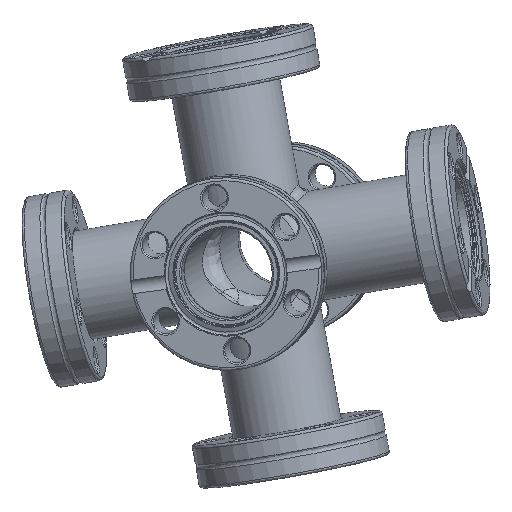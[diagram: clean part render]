
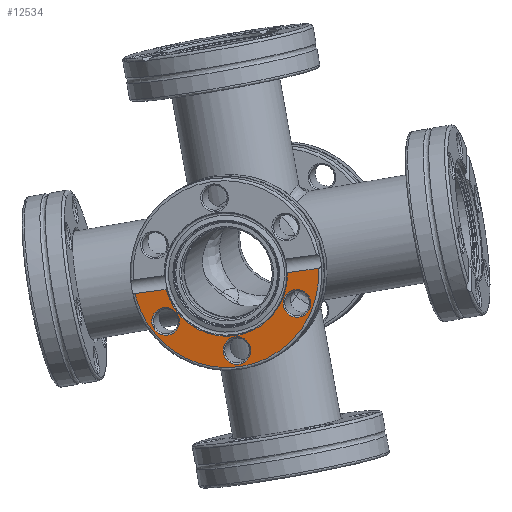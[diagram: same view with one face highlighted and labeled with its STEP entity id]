
A CAD part, top view. The second image highlights one B-rep face of the part: STEP entity #12534.
In plain terms, the highlighted face is planar.
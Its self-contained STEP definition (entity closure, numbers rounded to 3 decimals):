
#46 = EDGE_CURVE ( 'NONE', #4035, #9849, #10294, .T. ) ;
#262 = EDGE_LOOP ( 'NONE', ( #12079 ) ) ;
#477 = VERTEX_POINT ( 'NONE', #13627 ) ;
#621 = CARTESIAN_POINT ( 'NONE',  ( -16.306, 0., -1.2 ) ) ;
#1111 = CARTESIAN_POINT ( 'NONE',  ( 11.678, 0., -6.743 ) ) ;
#1141 = CARTESIAN_POINT ( 'NONE',  ( 0., 0., 0. ) ) ;
#1342 = DIRECTION ( 'NONE',  ( 0., 1., 0. ) ) ;
#1843 =( BOUNDED_CURVE ( )  B_SPLINE_CURVE ( 3, ( #7032, #3759, #10264, #621 ),
 .UNSPECIFIED., .F., .F. ) 
 B_SPLINE_CURVE_WITH_KNOTS ( ( 4, 4 ),
 ( 0., 1. ),
 .UNSPECIFIED. ) 
 CURVE ( )  GEOMETRIC_REPRESENTATION_ITEM ( )  RATIONAL_B_SPLINE_CURVE ( ( 1., 0.382, 0.382, 1. ) ) 
 REPRESENTATION_ITEM ( '' )  );
#1953 = EDGE_LOOP ( 'NONE', ( #5542 ) ) ;
#2128 = DIRECTION ( 'NONE',  ( 1., 0., 0. ) ) ;
#2191 = CARTESIAN_POINT ( 'NONE',  ( -10.793, 0., -1.2 ) ) ;
#2216 = CARTESIAN_POINT ( 'NONE',  ( 0., 0., -1.2 ) ) ;
#2231 = DIRECTION ( 'NONE',  ( 0., 0., -1. ) ) ;
#2464 = AXIS2_PLACEMENT_3D ( 'NONE', #5208, #3126, #9624 ) ;
#3126 = DIRECTION ( 'NONE',  ( 0., 1., 0. ) ) ;
#3628 = DIRECTION ( 'NONE',  ( 0., 0., -1. ) ) ;
#3661 = CARTESIAN_POINT ( 'NONE',  ( 0., 0., -15.92 ) ) ;
#3759 = CARTESIAN_POINT ( 'NONE',  ( 14.219, 0., -29.561 ) ) ;
#4000 = CIRCLE ( 'NONE', #2464, 2.435 ) ;
#4035 = VERTEX_POINT ( 'NONE', #10952 ) ;
#4727 = EDGE_LOOP ( 'NONE', ( #6164, #7348, #13708, #5624 ) ) ;
#5086 = FACE_OUTER_BOUND ( 'NONE', #4727, .T. ) ;
#5208 = CARTESIAN_POINT ( 'NONE',  ( 0., 0., -13.485 ) ) ;
#5516 = CARTESIAN_POINT ( 'NONE',  ( -11.678, 0., -6.743 ) ) ;
#5542 = ORIENTED_EDGE ( 'NONE', *, *, #5842, .T. ) ;
#5624 = ORIENTED_EDGE ( 'NONE', *, *, #46, .F. ) ;
#5842 = EDGE_CURVE ( 'NONE', #13080, #13080, #4000, .T. ) ;
#5878 = VERTEX_POINT ( 'NONE', #10401 ) ;
#6164 = ORIENTED_EDGE ( 'NONE', *, *, #13753, .F. ) ;
#6515 = PLANE ( 'NONE',  #11352 ) ;
#6576 = EDGE_CURVE ( 'NONE', #6700, #10391, #10727, .T. ) ;
#6700 = VERTEX_POINT ( 'NONE', #9271 ) ;
#6949 = FACE_BOUND ( 'NONE', #1953, .T. ) ;
#7032 = CARTESIAN_POINT ( 'NONE',  ( 16.306, 0., -1.2 ) ) ;
#7290 = FACE_BOUND ( 'NONE', #10604, .T. ) ;
#7348 = ORIENTED_EDGE ( 'NONE', *, *, #6576, .F. ) ;
#7883 = VECTOR ( 'NONE', #10212, 1000. ) ;
#7956 = CARTESIAN_POINT ( 'NONE',  ( 8.84, 0., -18.772 ) ) ;
#8064 =( BOUNDED_CURVE ( )  B_SPLINE_CURVE ( 3, ( #12189, #11189, #7956, #13176 ),
 .UNSPECIFIED., .F., .F. ) 
 B_SPLINE_CURVE_WITH_KNOTS ( ( 4, 4 ),
 ( 0., 1. ),
 .UNSPECIFIED. ) 
 CURVE ( )  GEOMETRIC_REPRESENTATION_ITEM ( )  RATIONAL_B_SPLINE_CURVE ( ( 1., 0.407, 0.407, 1. ) ) 
 REPRESENTATION_ITEM ( '' )  );
#8877 = AXIS2_PLACEMENT_3D ( 'NONE', #5516, #1342, #2231 ) ;
#8878 = EDGE_CURVE ( 'NONE', #477, #477, #10494, .T. ) ;
#9271 = CARTESIAN_POINT ( 'NONE',  ( -16.306, 0., -1.2 ) ) ;
#9624 = DIRECTION ( 'NONE',  ( 0., 0., -1. ) ) ;
#9849 = VERTEX_POINT ( 'NONE', #13341 ) ;
#10084 = DIRECTION ( 'NONE',  ( 0., 1., 0. ) ) ;
#10212 = DIRECTION ( 'NONE',  ( 1., 0., 0. ) ) ;
#10264 = CARTESIAN_POINT ( 'NONE',  ( -14.219, 0., -29.561 ) ) ;
#10294 = LINE ( 'NONE', #2216, #11124 ) ;
#10304 = CIRCLE ( 'NONE', #10452, 2.435 ) ;
#10321 = FACE_BOUND ( 'NONE', #262, .T. ) ;
#10391 = VERTEX_POINT ( 'NONE', #2191 ) ;
#10401 = CARTESIAN_POINT ( 'NONE',  ( 11.678, 0., -9.177 ) ) ;
#10452 = AXIS2_PLACEMENT_3D ( 'NONE', #1111, #10084, #3628 ) ;
#10494 = CIRCLE ( 'NONE', #8877, 2.435 ) ;
#10604 = EDGE_LOOP ( 'NONE', ( #11750 ) ) ;
#10727 = LINE ( 'NONE', #12463, #7883 ) ;
#10742 = DIRECTION ( 'NONE',  ( 0., 1., 0. ) ) ;
#10836 = DIRECTION ( 'NONE',  ( 0., 0., 1. ) ) ;
#10952 = CARTESIAN_POINT ( 'NONE',  ( 10.793, 0., -1.2 ) ) ;
#11124 = VECTOR ( 'NONE', #2128, 1000. ) ;
#11189 = CARTESIAN_POINT ( 'NONE',  ( -8.84, 0., -18.772 ) ) ;
#11352 = AXIS2_PLACEMENT_3D ( 'NONE', #1141, #10742, #10836 ) ;
#11750 = ORIENTED_EDGE ( 'NONE', *, *, #13041, .T. ) ;
#12079 = ORIENTED_EDGE ( 'NONE', *, *, #8878, .T. ) ;
#12189 = CARTESIAN_POINT ( 'NONE',  ( -10.793, 0., -1.2 ) ) ;
#12463 = CARTESIAN_POINT ( 'NONE',  ( 0., 0., -1.2 ) ) ;
#12534 = ADVANCED_FACE ( 'NONE', ( #10321, #7290, #6949, #5086 ), #6515, .F. ) ;
#12696 = EDGE_CURVE ( 'NONE', #9849, #6700, #1843, .T. ) ;
#13041 = EDGE_CURVE ( 'NONE', #5878, #5878, #10304, .T. ) ;
#13080 = VERTEX_POINT ( 'NONE', #3661 ) ;
#13176 = CARTESIAN_POINT ( 'NONE',  ( 10.793, 0., -1.2 ) ) ;
#13341 = CARTESIAN_POINT ( 'NONE',  ( 16.306, 0., -1.2 ) ) ;
#13627 = CARTESIAN_POINT ( 'NONE',  ( -11.678, 0., -9.177 ) ) ;
#13708 = ORIENTED_EDGE ( 'NONE', *, *, #12696, .F. ) ;
#13753 = EDGE_CURVE ( 'NONE', #10391, #4035, #8064, .T. ) ;
